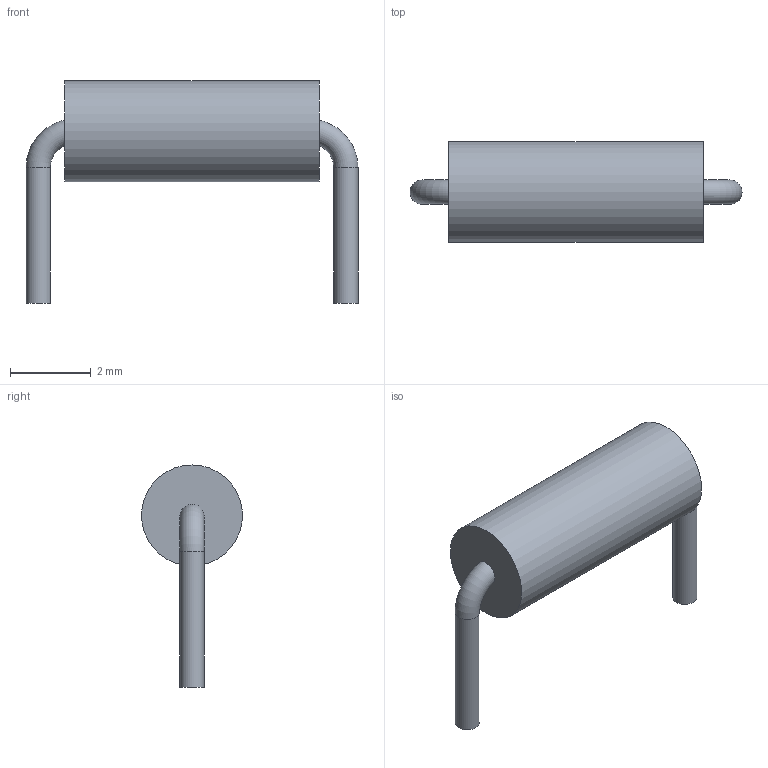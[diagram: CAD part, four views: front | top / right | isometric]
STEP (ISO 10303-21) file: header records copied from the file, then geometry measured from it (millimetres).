
FILE_DESCRIPTION(('FreeCAD Model'),'2;1');
FILE_NAME('Open CASCADE Shape Model','2025-06-02T13:57:56',(''),(''), 'Open CASCADE STEP processor 7.8','FreeCAD','Unknown');
FILE_SCHEMA(('AUTOMOTIVE_DESIGN { 1 0 10303 214 1 1 1 1 }'));
Length unit declared in the file: millimetre
Products named in the file (1): defeat_R_Axial_DIN0207_L63mm_D25mm_P762mm_Horizontal
Bounding box: 8.22 x 2.5 x 5.5 mm (x, y, z)
Volume: 33.5 mm3; surface area: 76.3 mm2
Topology: 1 solids, 1 shells, 9 faces, 13 edges, 8 vertices
Faces by surface type: plane 4, cylinder 3, torus 2
Full cylindrical faces by diameter (mm): 0.6 x2, 2.5 x1
Entity records: 631 total; most frequent: CARTESIAN_POINT 363, DIRECTION 39, ORIENTED_EDGE 26, AXIS2_PLACEMENT_3D 18, EDGE_CURVE 13, FACE_BOUND 11, EDGE_LOOP 11, PRESENTATION_STYLE_ASSIGNMENT 10
